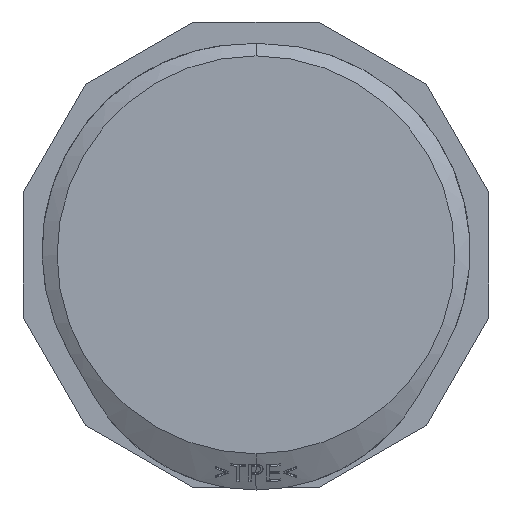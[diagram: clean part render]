
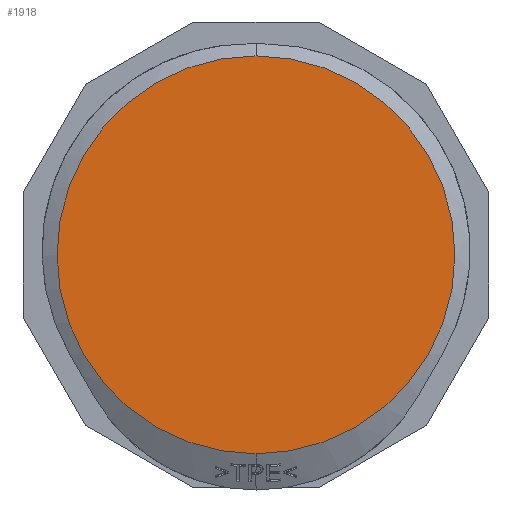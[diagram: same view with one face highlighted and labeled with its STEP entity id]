
A CAD part, front view. The second image highlights one B-rep face of the part: STEP entity #1918.
In plain terms, the highlighted planar face has unit normal (0, -1, 0).
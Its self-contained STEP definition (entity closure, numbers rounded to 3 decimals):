
#572=CIRCLE('',#12272,24.75);
#573=CIRCLE('',#12274,24.75);
#1276=FACE_OUTER_BOUND('',#3062,.T.);
#1918=ADVANCED_FACE('KES-E-R 50/9-B',(#1276),#2297,.F.);
#2297=PLANE('',#12276);
#3062=EDGE_LOOP('',(#6702,#6703));
#6702=ORIENTED_EDGE('',*,*,#9424,.F.);
#6703=ORIENTED_EDGE('',*,*,#9419,.F.);
#7773=VERTEX_POINT('',#29367);
#7774=VERTEX_POINT('',#29369);
#9419=EDGE_CURVE('GENERATED CIRCLE',#7773,#7774,#572,.T.);
#9424=EDGE_CURVE('GENERATED CIRCLE',#7774,#7773,#573,.T.);
#12272=AXIS2_PLACEMENT_3D('',#29368,#14980,#14981);
#12274=AXIS2_PLACEMENT_3D('',#29394,#14986,#14987);
#12276=AXIS2_PLACEMENT_3D('',#29396,#14990,#14991);
#14980=DIRECTION('',(0.,1.,0.));
#14981=DIRECTION('',(1.,0.,0.));
#14986=DIRECTION('',(0.,1.,0.));
#14987=DIRECTION('',(1.,0.,0.));
#14990=DIRECTION('',(0.,1.,0.));
#14991=DIRECTION('',(0.,0.,-1.));
#29367=CARTESIAN_POINT('',(0.,0.,-24.75));
#29368=CARTESIAN_POINT('',(0.,0.,0.));
#29369=CARTESIAN_POINT('',(0.,0.,24.75));
#29394=CARTESIAN_POINT('',(0.,0.,0.));
#29396=CARTESIAN_POINT('',(0.,0.,0.));
